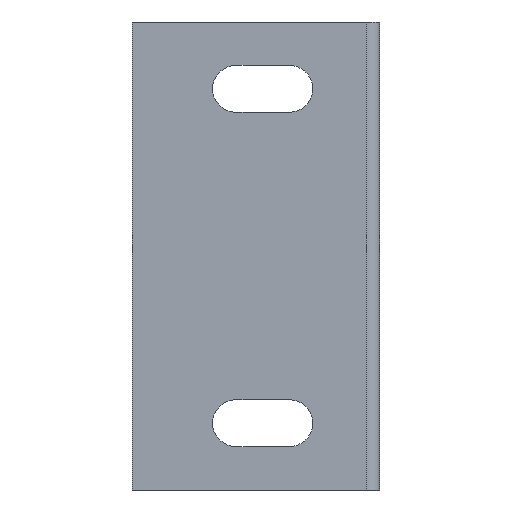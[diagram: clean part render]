
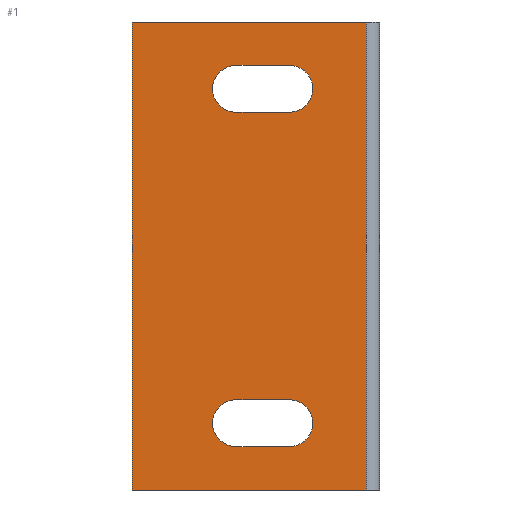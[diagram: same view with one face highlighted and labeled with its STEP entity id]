
A CAD part, left-side view. The second image highlights one B-rep face of the part: STEP entity #1.
In plain terms, the highlighted planar face has unit normal (-1, 0, 0).
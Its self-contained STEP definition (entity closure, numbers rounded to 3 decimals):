
#1 = ADVANCED_FACE ( 'NONE', ( #980, #345, #979 ), #161, .T. ) ;
#61 = DIRECTION ( 'NONE',  ( -1., 0., 0. ) ) ;
#77 = CARTESIAN_POINT ( 'NONE',  ( -81., 0., 35. ) ) ;
#137 = DIRECTION ( 'NONE',  ( 0., -1., 0. ) ) ;
#161 = PLANE ( 'NONE',  #630 ) ;
#205 = AXIS2_PLACEMENT_3D ( 'NONE', #480, #479, #478 ) ;
#206 = AXIS2_PLACEMENT_3D ( 'NONE', #491, #488, #487 ) ;
#249 = CARTESIAN_POINT ( 'NONE',  ( -81., 11.5, -28.5 ) ) ;
#268 = CARTESIAN_POINT ( 'NONE',  ( -81., 19.5, -21.5 ) ) ;
#270 = CARTESIAN_POINT ( 'NONE',  ( -81., 19.5, 28.5 ) ) ;
#271 = CARTESIAN_POINT ( 'NONE',  ( -81., 19.5, 21.5 ) ) ;
#273 = CARTESIAN_POINT ( 'NONE',  ( -81., 19.5, -28.5 ) ) ;
#274 = CARTESIAN_POINT ( 'NONE',  ( -81., 11.5, -21.5 ) ) ;
#275 = CARTESIAN_POINT ( 'NONE',  ( -81., 11.5, 21.5 ) ) ;
#277 = CARTESIAN_POINT ( 'NONE',  ( -81., 35., -35. ) ) ;
#279 = CARTESIAN_POINT ( 'NONE',  ( -81., 11.5, 28.5 ) ) ;
#345 = FACE_BOUND ( 'NONE', #1123, .T. ) ;
#410 = DIRECTION ( 'NONE',  ( 0., 0., 1. ) ) ;
#413 = CARTESIAN_POINT ( 'NONE',  ( -81., 0., 35. ) ) ;
#414 = DIRECTION ( 'NONE',  ( 0., 1., 0. ) ) ;
#417 = CARTESIAN_POINT ( 'NONE',  ( -81., 35., 35. ) ) ;
#425 = CARTESIAN_POINT ( 'NONE',  ( -81., 0., -35. ) ) ;
#427 = CARTESIAN_POINT ( 'NONE',  ( -81., 0., -35. ) ) ;
#435 = DIRECTION ( 'NONE',  ( 0., 1., 0. ) ) ;
#436 = DIRECTION ( 'NONE',  ( 1., 0., 0. ) ) ;
#438 = CARTESIAN_POINT ( 'NONE',  ( -81., 19.5, -25. ) ) ;
#453 = CARTESIAN_POINT ( 'NONE',  ( -81., 0., 35. ) ) ;
#459 = DIRECTION ( 'NONE',  ( 0., 1., 0. ) ) ;
#460 = DIRECTION ( 'NONE',  ( 1., 0., 0. ) ) ;
#461 = CARTESIAN_POINT ( 'NONE',  ( -81., 11.5, -25. ) ) ;
#464 = CARTESIAN_POINT ( 'NONE',  ( -81., 11.5, -28.5 ) ) ;
#467 = CARTESIAN_POINT ( 'NONE',  ( -81., 11.5, -21.5 ) ) ;
#473 = DIRECTION ( 'NONE',  ( 0., -1., 0. ) ) ;
#478 = DIRECTION ( 'NONE',  ( 0., 1., 0. ) ) ;
#479 = DIRECTION ( 'NONE',  ( 1., 0., 0. ) ) ;
#480 = CARTESIAN_POINT ( 'NONE',  ( -81., 19.5, 25. ) ) ;
#482 = DIRECTION ( 'NONE',  ( 0., 1., 0. ) ) ;
#487 = DIRECTION ( 'NONE',  ( 0., 1., 0. ) ) ;
#488 = DIRECTION ( 'NONE',  ( 1., 0., 0. ) ) ;
#491 = CARTESIAN_POINT ( 'NONE',  ( -81., 11.5, 25. ) ) ;
#492 = CARTESIAN_POINT ( 'NONE',  ( -81., 11.5, 21.5 ) ) ;
#494 = CARTESIAN_POINT ( 'NONE',  ( -81., 11.5, 28.5 ) ) ;
#499 = DIRECTION ( 'NONE',  ( 0., -1., 0. ) ) ;
#502 = DIRECTION ( 'NONE',  ( 0., 0., -1. ) ) ;
#514 = DIRECTION ( 'NONE',  ( 0., 1., 0. ) ) ;
#538 = CARTESIAN_POINT ( 'NONE',  ( -81., 35., 35. ) ) ;
#569 = DIRECTION ( 'NONE',  ( 0., 1., 0. ) ) ;
#572 = CARTESIAN_POINT ( 'NONE',  ( -81., 0., 35. ) ) ;
#630 = AXIS2_PLACEMENT_3D ( 'NONE', #77, #61, #137 ) ;
#654 = EDGE_CURVE ( 'NONE', #987, #997, #857, .T. ) ;
#664 = EDGE_CURVE ( 'NONE', #997, #1011, #837, .T. ) ;
#665 = EDGE_CURVE ( 'NONE', #1007, #1010, #838, .T. ) ;
#666 = EDGE_CURVE ( 'NONE', #1010, #1014, #840, .T. ) ;
#667 = EDGE_CURVE ( 'NONE', #1014, #1015, #836, .T. ) ;
#668 = EDGE_CURVE ( 'NONE', #1015, #1007, #832, .T. ) ;
#669 = EDGE_CURVE ( 'NONE', #1012, #1016, #831, .T. ) ;
#670 = EDGE_CURVE ( 'NONE', #1016, #1018, #834, .T. ) ;
#671 = EDGE_CURVE ( 'NONE', #1018, #1019, #828, .T. ) ;
#672 = EDGE_CURVE ( 'NONE', #1019, #1012, #826, .T. ) ;
#673 = EDGE_CURVE ( 'NONE', #991, #1011, #825, .T. ) ;
#674 = EDGE_CURVE ( 'NONE', #991, #987, #823, .T. ) ;
#705 = AXIS2_PLACEMENT_3D ( 'NONE', #438, #436, #435 ) ;
#706 = AXIS2_PLACEMENT_3D ( 'NONE', #461, #460, #459 ) ;
#819 = VECTOR ( 'NONE', #410, 1000. ) ;
#822 = VECTOR ( 'NONE', #414, 1000. ) ;
#823 = LINE ( 'NONE', #413, #819 ) ;
#824 = VECTOR ( 'NONE', #473, 1000. ) ;
#825 = LINE ( 'NONE', #425, #822 ) ;
#826 = LINE ( 'NONE', #467, #824 ) ;
#827 = VECTOR ( 'NONE', #482, 1000. ) ;
#828 = CIRCLE ( 'NONE', #705, 3.5 ) ;
#830 = VECTOR ( 'NONE', #499, 1000. ) ;
#831 = CIRCLE ( 'NONE', #706, 3.5 ) ;
#832 = LINE ( 'NONE', #494, #830 ) ;
#833 = VECTOR ( 'NONE', #514, 1000. ) ;
#834 = LINE ( 'NONE', #464, #827 ) ;
#835 = VECTOR ( 'NONE', #502, 1000. ) ;
#836 = CIRCLE ( 'NONE', #205, 3.5 ) ;
#837 = LINE ( 'NONE', #538, #835 ) ;
#838 = CIRCLE ( 'NONE', #206, 3.5 ) ;
#840 = LINE ( 'NONE', #492, #833 ) ;
#854 = VECTOR ( 'NONE', #569, 1000. ) ;
#857 = LINE ( 'NONE', #572, #854 ) ;
#979 = FACE_OUTER_BOUND ( 'NONE', #1131, .T. ) ;
#980 = FACE_BOUND ( 'NONE', #1130, .T. ) ;
#987 = VERTEX_POINT ( 'NONE', #453 ) ;
#991 = VERTEX_POINT ( 'NONE', #427 ) ;
#997 = VERTEX_POINT ( 'NONE', #417 ) ;
#1007 = VERTEX_POINT ( 'NONE', #279 ) ;
#1010 = VERTEX_POINT ( 'NONE', #275 ) ;
#1011 = VERTEX_POINT ( 'NONE', #277 ) ;
#1012 = VERTEX_POINT ( 'NONE', #274 ) ;
#1014 = VERTEX_POINT ( 'NONE', #271 ) ;
#1015 = VERTEX_POINT ( 'NONE', #270 ) ;
#1016 = VERTEX_POINT ( 'NONE', #249 ) ;
#1018 = VERTEX_POINT ( 'NONE', #273 ) ;
#1019 = VERTEX_POINT ( 'NONE', #268 ) ;
#1079 = ORIENTED_EDGE ( 'NONE', *, *, #665, .T. ) ;
#1080 = ORIENTED_EDGE ( 'NONE', *, *, #666, .T. ) ;
#1081 = ORIENTED_EDGE ( 'NONE', *, *, #667, .T. ) ;
#1082 = ORIENTED_EDGE ( 'NONE', *, *, #668, .T. ) ;
#1083 = ORIENTED_EDGE ( 'NONE', *, *, #669, .T. ) ;
#1084 = ORIENTED_EDGE ( 'NONE', *, *, #670, .T. ) ;
#1085 = ORIENTED_EDGE ( 'NONE', *, *, #671, .T. ) ;
#1086 = ORIENTED_EDGE ( 'NONE', *, *, #672, .T. ) ;
#1087 = ORIENTED_EDGE ( 'NONE', *, *, #673, .F. ) ;
#1088 = ORIENTED_EDGE ( 'NONE', *, *, #674, .T. ) ;
#1089 = ORIENTED_EDGE ( 'NONE', *, *, #654, .T. ) ;
#1090 = ORIENTED_EDGE ( 'NONE', *, *, #664, .T. ) ;
#1123 = EDGE_LOOP ( 'NONE', ( #1083, #1084, #1085, #1086 ) ) ;
#1130 = EDGE_LOOP ( 'NONE', ( #1079, #1080, #1081, #1082 ) ) ;
#1131 = EDGE_LOOP ( 'NONE', ( #1087, #1088, #1089, #1090 ) ) ;
